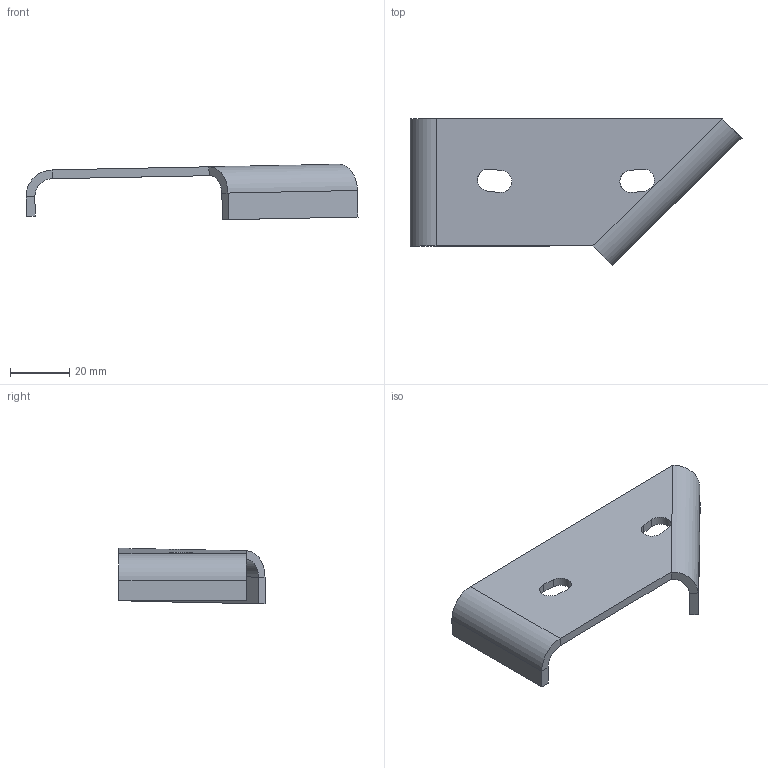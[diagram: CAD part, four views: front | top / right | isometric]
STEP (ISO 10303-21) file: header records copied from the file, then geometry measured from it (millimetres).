
FILE_DESCRIPTION(('CATIA V5 STEP Exchange'),'2;1');
FILE_NAME('ST_04003 (Left Bracket).stp','2022-10-06T17:51:23+00:00',('none'),('none'),'CATIA Version 5 Release 19 SP 2 (IN-10)','CATIA V5 STEP AP203','none');
FILE_SCHEMA(('CONFIG_CONTROL_DESIGN'));
Length unit declared in the file: millimetre
Products named in the file (1): ST_04003
Bounding box: 112.38 x 49.42 x 18.77 mm (x, y, z)
Volume: 15406.3 mm3; surface area: 11460.9 mm2
Topology: 1 solids, 1 shells, 30 faces, 72 edges, 47 vertices
Faces by surface type: plane 18, cylinder 12
Entity records: 934 total; most frequent: CARTESIAN_POINT 218, ORIENTED_EDGE 136, DIRECTION 120, EDGE_CURVE 68, AXIS2_PLACEMENT_3D 47, VECTOR 46, LINE 46, VERTEX_POINT 40
